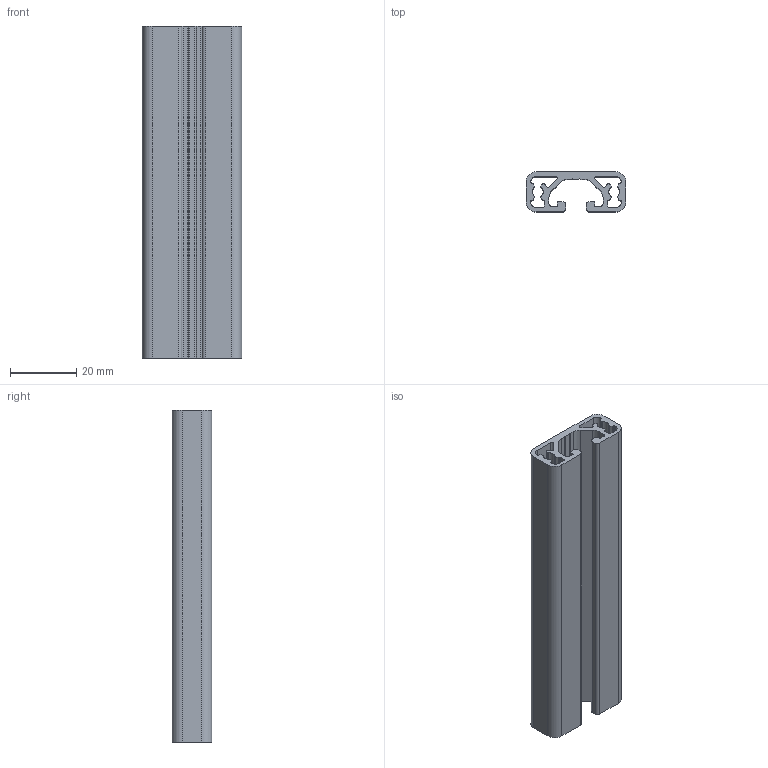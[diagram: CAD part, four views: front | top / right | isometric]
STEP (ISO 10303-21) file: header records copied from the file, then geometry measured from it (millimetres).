
FILE_DESCRIPTION(/* description */ ('PROF.12X30 1C'),/* implementation_level */ '2;1');
FILE_NAME(/* name */ 'BPRDD0000021.stp',/* time_stamp */ '2017-07-13T12:14:00+02:00',/* author */ ('fzagni'),/* organization */ (''),/* preprocessor_version */ 'ST-DEVELOPER v16.1',/* originating_system */ 'Autodesk Inventor 2016',/* authorisation */ '');
FILE_SCHEMA (('AUTOMOTIVE_DESIGN { 1 0 10303 214 3 1 1 }'));
Length unit declared in the file: millimetre
Products named in the file (1): 01.1230.1A
Bounding box: 30 x 12 x 100 mm (x, y, z)
Volume: 15795.1 mm3; surface area: 19211.8 mm2
Topology: 1 solids, 1 shells, 108 faces, 318 edges, 212 vertices
Faces by surface type: cylinder 56, plane 52
Entity records: 3666 total; most frequent: DIRECTION 648, CARTESIAN_POINT 639, ORIENTED_EDGE 636, EDGE_CURVE 318, AXIS2_PLACEMENT_3D 221, VERTEX_POINT 212, LINE 206, VECTOR 206
